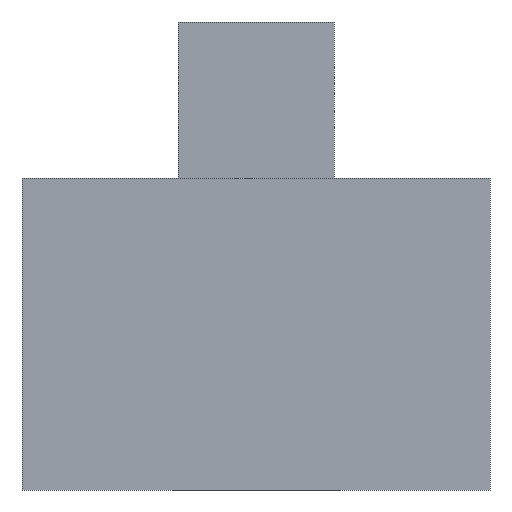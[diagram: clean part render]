
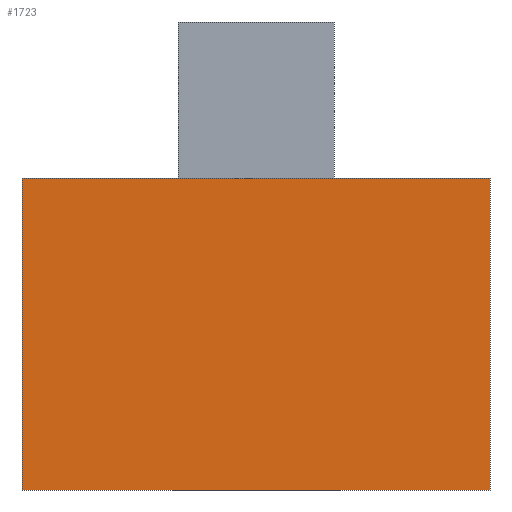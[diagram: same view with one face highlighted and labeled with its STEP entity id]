
A CAD part, front view. The second image highlights one B-rep face of the part: STEP entity #1723.
In plain terms, the highlighted planar face has unit normal (0, -1, 0).
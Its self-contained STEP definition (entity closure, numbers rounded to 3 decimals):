
#125=FACE_OUTER_BOUND('',#221,.T.);
#221=EDGE_LOOP('',(#1447,#1448,#1449,#1450));
#465=LINE('',#2724,#693);
#466=LINE('',#2727,#694);
#467=LINE('',#2729,#695);
#468=LINE('',#2730,#696);
#693=VECTOR('',#2245,10.);
#694=VECTOR('',#2248,10.);
#695=VECTOR('',#2249,10.);
#696=VECTOR('',#2250,10.);
#847=VERTEX_POINT('',#2720);
#848=VERTEX_POINT('',#2722);
#849=VERTEX_POINT('',#2726);
#850=VERTEX_POINT('',#2728);
#1073=EDGE_CURVE('',#847,#848,#465,.T.);
#1074=EDGE_CURVE('',#847,#849,#466,.T.);
#1075=EDGE_CURVE('',#850,#848,#467,.T.);
#1076=EDGE_CURVE('',#849,#850,#468,.T.);
#1447=ORIENTED_EDGE('',*,*,#1074,.F.);
#1448=ORIENTED_EDGE('',*,*,#1073,.T.);
#1449=ORIENTED_EDGE('',*,*,#1075,.F.);
#1450=ORIENTED_EDGE('',*,*,#1076,.F.);
#1627=PLANE('',#1833);
#1723=ADVANCED_FACE('',(#125),#1627,.T.);
#1833=AXIS2_PLACEMENT_3D('',#2725,#2246,#2247);
#2245=DIRECTION('',(0.,0.,1.));
#2246=DIRECTION('center_axis',(0.,-1.,0.));
#2247=DIRECTION('ref_axis',(1.,0.,0.));
#2248=DIRECTION('',(-1.,0.,0.));
#2249=DIRECTION('',(1.,0.,0.));
#2250=DIRECTION('',(0.,0.,1.));
#2720=CARTESIAN_POINT('',(0.,0.,0.));
#2722=CARTESIAN_POINT('',(0.,0.,10.));
#2724=CARTESIAN_POINT('',(0.,0.,0.));
#2725=CARTESIAN_POINT('Origin',(-15.,0.,0.));
#2726=CARTESIAN_POINT('',(-15.,0.,0.));
#2727=CARTESIAN_POINT('',(0.,0.,0.));
#2728=CARTESIAN_POINT('',(-15.,0.,10.));
#2729=CARTESIAN_POINT('',(0.,0.,10.));
#2730=CARTESIAN_POINT('',(-15.,0.,0.));
